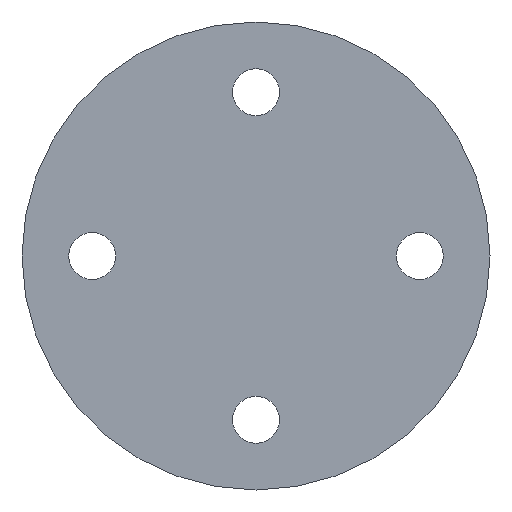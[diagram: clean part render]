
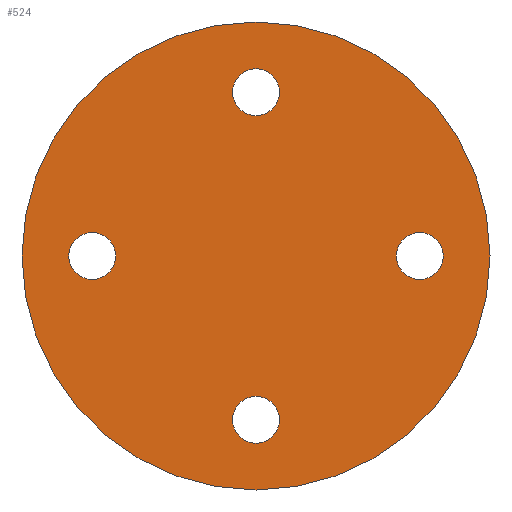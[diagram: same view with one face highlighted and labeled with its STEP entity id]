
A CAD part, front view. The second image highlights one B-rep face of the part: STEP entity #524.
In plain terms, the highlighted planar face has unit normal (0, -1, 0).
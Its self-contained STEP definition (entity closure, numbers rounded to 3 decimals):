
#10 = AXIS2_PLACEMENT_3D ( 'NONE', #148, #707, #496 ) ;
#11 = CIRCLE ( 'NONE', #114, 10. ) ;
#19 = EDGE_LOOP ( 'NONE', ( #615, #795 ) ) ;
#25 = FACE_BOUND ( 'NONE', #30, .T. ) ;
#27 = DIRECTION ( 'NONE',  ( 0., 0., 1. ) ) ;
#30 = EDGE_LOOP ( 'NONE', ( #257, #83 ) ) ;
#33 = AXIS2_PLACEMENT_3D ( 'NONE', #39, #167, #851 ) ;
#35 = VERTEX_POINT ( 'NONE', #809 ) ;
#39 = CARTESIAN_POINT ( 'NONE',  ( 7., 0., 0. ) ) ;
#43 = CARTESIAN_POINT ( 'NONE',  ( 0., 0., -6. ) ) ;
#61 = EDGE_LOOP ( 'NONE', ( #508, #219 ) ) ;
#83 = ORIENTED_EDGE ( 'NONE', *, *, #103, .T. ) ;
#86 = AXIS2_PLACEMENT_3D ( 'NONE', #655, #90, #27 ) ;
#90 = DIRECTION ( 'NONE',  ( 0., 1., 0. ) ) ;
#94 = VERTEX_POINT ( 'NONE', #43 ) ;
#103 = EDGE_CURVE ( 'NONE', #309, #152, #303, .T. ) ;
#114 = AXIS2_PLACEMENT_3D ( 'NONE', #559, #217, #160 ) ;
#124 = ORIENTED_EDGE ( 'NONE', *, *, #203, .T. ) ;
#126 = AXIS2_PLACEMENT_3D ( 'NONE', #643, #786, #723 ) ;
#143 = DIRECTION ( 'NONE',  ( 0., 0., 1. ) ) ;
#148 = CARTESIAN_POINT ( 'NONE',  ( 0., 0., 7. ) ) ;
#152 = VERTEX_POINT ( 'NONE', #796 ) ;
#160 = DIRECTION ( 'NONE',  ( 0., 0., 1. ) ) ;
#161 = EDGE_CURVE ( 'NONE', #152, #309, #693, .T. ) ;
#167 = DIRECTION ( 'NONE',  ( 0., 1., 0. ) ) ;
#170 = CARTESIAN_POINT ( 'NONE',  ( 7., 0., -1. ) ) ;
#177 = DIRECTION ( 'NONE',  ( 0., 1., 0. ) ) ;
#186 = CARTESIAN_POINT ( 'NONE',  ( -7., 0., 1. ) ) ;
#188 = DIRECTION ( 'NONE',  ( 0., 1., 0. ) ) ;
#192 = EDGE_CURVE ( 'NONE', #35, #260, #648, .T. ) ;
#195 = DIRECTION ( 'NONE',  ( 0., 1., 0. ) ) ;
#203 = EDGE_CURVE ( 'NONE', #545, #566, #720, .T. ) ;
#207 = CARTESIAN_POINT ( 'NONE',  ( 0., 0., 0. ) ) ;
#209 = FACE_BOUND ( 'NONE', #19, .T. ) ;
#217 = DIRECTION ( 'NONE',  ( 0., 1., 0. ) ) ;
#219 = ORIENTED_EDGE ( 'NONE', *, *, #783, .T. ) ;
#220 = CARTESIAN_POINT ( 'NONE',  ( 0., 0., -7. ) ) ;
#225 = AXIS2_PLACEMENT_3D ( 'NONE', #848, #177, #653 ) ;
#257 = ORIENTED_EDGE ( 'NONE', *, *, #161, .T. ) ;
#258 = CIRCLE ( 'NONE', #867, 1. ) ;
#260 = VERTEX_POINT ( 'NONE', #276 ) ;
#276 = CARTESIAN_POINT ( 'NONE',  ( 0., 0., 6. ) ) ;
#294 = FACE_OUTER_BOUND ( 'NONE', #654, .T. ) ;
#303 = CIRCLE ( 'NONE', #126, 1. ) ;
#306 = CIRCLE ( 'NONE', #664, 1. ) ;
#309 = VERTEX_POINT ( 'NONE', #186 ) ;
#310 = DIRECTION ( 'NONE',  ( 0., 1., 0. ) ) ;
#373 = AXIS2_PLACEMENT_3D ( 'NONE', #377, #310, #580 ) ;
#377 = CARTESIAN_POINT ( 'NONE',  ( -7., 0., 0. ) ) ;
#406 = CARTESIAN_POINT ( 'NONE',  ( 0., 0., -8. ) ) ;
#422 = FACE_BOUND ( 'NONE', #593, .T. ) ;
#425 = CARTESIAN_POINT ( 'NONE',  ( 0., 0., -10. ) ) ;
#460 = CIRCLE ( 'NONE', #577, 1. ) ;
#488 = DIRECTION ( 'NONE',  ( 0., 0., 1. ) ) ;
#496 = DIRECTION ( 'NONE',  ( 0., 0., 1. ) ) ;
#500 = AXIS2_PLACEMENT_3D ( 'NONE', #207, #710, #488 ) ;
#508 = ORIENTED_EDGE ( 'NONE', *, *, #881, .T. ) ;
#518 = EDGE_CURVE ( 'NONE', #260, #35, #622, .T. ) ;
#519 = ORIENTED_EDGE ( 'NONE', *, *, #800, .T. ) ;
#524 = ADVANCED_FACE ( 'NONE', ( #209, #422, #640, #25, #294 ), #568, .F. ) ;
#526 = CARTESIAN_POINT ( 'NONE',  ( 7., 0., 1. ) ) ;
#545 = VERTEX_POINT ( 'NONE', #526 ) ;
#559 = CARTESIAN_POINT ( 'NONE',  ( 0., 0., 0. ) ) ;
#566 = VERTEX_POINT ( 'NONE', #170 ) ;
#567 = DIRECTION ( 'NONE',  ( 0., 1., 0. ) ) ;
#568 = PLANE ( 'NONE',  #225 ) ;
#577 = AXIS2_PLACEMENT_3D ( 'NONE', #220, #567, #143 ) ;
#579 = ORIENTED_EDGE ( 'NONE', *, *, #865, .F. ) ;
#580 = DIRECTION ( 'NONE',  ( 0., 0., 1. ) ) ;
#593 = EDGE_LOOP ( 'NONE', ( #519, #124 ) ) ;
#615 = ORIENTED_EDGE ( 'NONE', *, *, #518, .T. ) ;
#622 = CIRCLE ( 'NONE', #10, 1. ) ;
#640 = FACE_BOUND ( 'NONE', #61, .T. ) ;
#643 = CARTESIAN_POINT ( 'NONE',  ( -7., 0., 0. ) ) ;
#648 = CIRCLE ( 'NONE', #86, 1. ) ;
#649 = ORIENTED_EDGE ( 'NONE', *, *, #857, .F. ) ;
#653 = DIRECTION ( 'NONE',  ( 0., 0., 1. ) ) ;
#654 = EDGE_LOOP ( 'NONE', ( #649, #579 ) ) ;
#655 = CARTESIAN_POINT ( 'NONE',  ( 0., 0., 7. ) ) ;
#664 = AXIS2_PLACEMENT_3D ( 'NONE', #814, #188, #829 ) ;
#686 = VERTEX_POINT ( 'NONE', #820 ) ;
#693 = CIRCLE ( 'NONE', #373, 1. ) ;
#707 = DIRECTION ( 'NONE',  ( 0., 1., 0. ) ) ;
#710 = DIRECTION ( 'NONE',  ( 0., 1., 0. ) ) ;
#720 = CIRCLE ( 'NONE', #33, 1. ) ;
#723 = DIRECTION ( 'NONE',  ( 0., 0., 1. ) ) ;
#748 = VERTEX_POINT ( 'NONE', #406 ) ;
#753 = DIRECTION ( 'NONE',  ( 0., 0., 1. ) ) ;
#783 = EDGE_CURVE ( 'NONE', #94, #748, #306, .T. ) ;
#786 = DIRECTION ( 'NONE',  ( 0., 1., 0. ) ) ;
#795 = ORIENTED_EDGE ( 'NONE', *, *, #192, .T. ) ;
#796 = CARTESIAN_POINT ( 'NONE',  ( -7., 0., -1. ) ) ;
#800 = EDGE_CURVE ( 'NONE', #566, #545, #258, .T. ) ;
#809 = CARTESIAN_POINT ( 'NONE',  ( 0., 0., 8. ) ) ;
#814 = CARTESIAN_POINT ( 'NONE',  ( 0., 0., -7. ) ) ;
#820 = CARTESIAN_POINT ( 'NONE',  ( 0., 0., 10. ) ) ;
#823 = CARTESIAN_POINT ( 'NONE',  ( 7., 0., 0. ) ) ;
#829 = DIRECTION ( 'NONE',  ( 0., 0., 1. ) ) ;
#848 = CARTESIAN_POINT ( 'NONE',  ( 0., 0., 0. ) ) ;
#851 = DIRECTION ( 'NONE',  ( 0., 0., 1. ) ) ;
#854 = CIRCLE ( 'NONE', #500, 10. ) ;
#855 = VERTEX_POINT ( 'NONE', #425 ) ;
#857 = EDGE_CURVE ( 'NONE', #855, #686, #854, .T. ) ;
#865 = EDGE_CURVE ( 'NONE', #686, #855, #11, .T. ) ;
#867 = AXIS2_PLACEMENT_3D ( 'NONE', #823, #195, #753 ) ;
#881 = EDGE_CURVE ( 'NONE', #748, #94, #460, .T. ) ;
